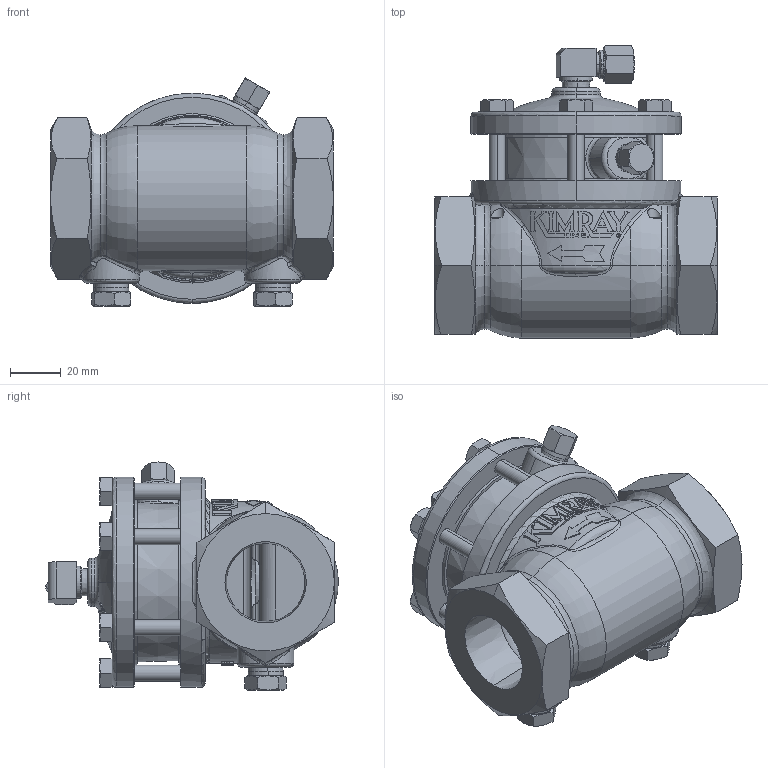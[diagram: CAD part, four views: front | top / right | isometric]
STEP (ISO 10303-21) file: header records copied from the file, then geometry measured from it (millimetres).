
FILE_DESCRIPTION (( 'STEP AP203' ), '1' );
FILE_NAME ('1 INCH 112 SMT(EMB).STEP', '2014-01-22T19:40:23', ( 'PCTech' ), ( 'Microsoft' ), 'SwSTEP 2.0', 'SolidWorks 2013', '' );
FILE_SCHEMA (( 'CONFIG_CONTROL_DESIGN' ));
Length unit declared in the file: inch
Products named in the file (1): 1 INCH 112 SMT(EMB)
Bounding box: 111.12 x 115 x 89.64 mm (x, y, z)
Volume: 373373.5 mm3; surface area: 69407.9 mm2
Topology: 2 solids, 2 shells, 1023 faces, 2637 edges, 1688 vertices
Faces by surface type: plane 465, cylinder 180, bspline 164, cone 124, torus 63, sphere 27
Entity records: 42277 total; most frequent: CARTESIAN_POINT 18989, ORIENTED_EDGE 5250, DIRECTION 4380, EDGE_CURVE 2625, AXIS2_PLACEMENT_3D 1770, VERTEX_POINT 1688, EDGE_LOOP 1107, ADVANCED_FACE 1023
